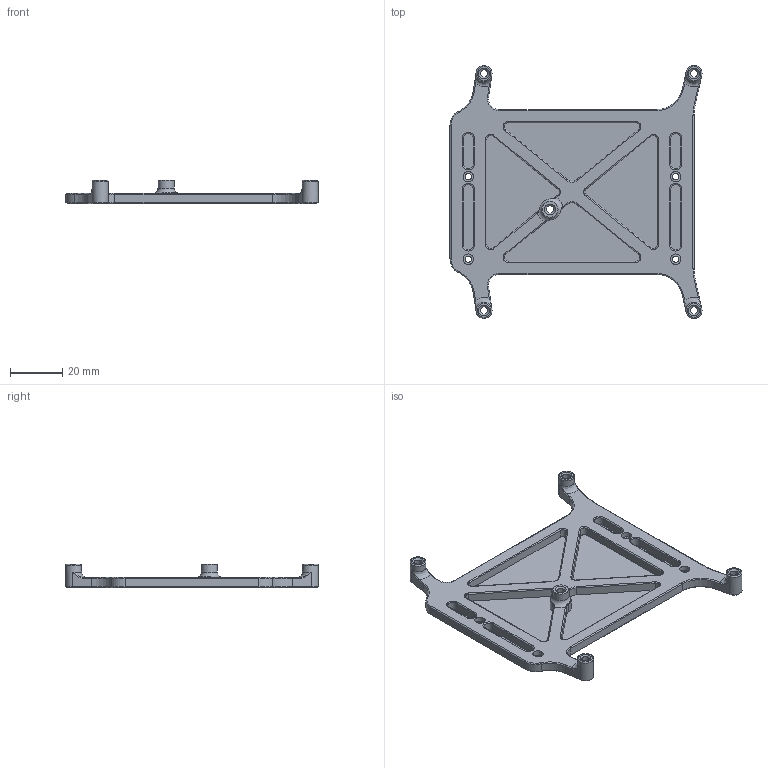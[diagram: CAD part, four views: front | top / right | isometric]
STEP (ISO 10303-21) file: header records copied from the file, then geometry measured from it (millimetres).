
FILE_DESCRIPTION(/* description */ (''),/* implementation_level */ '2;1');
FILE_NAME(/* name */ 'Leviathan Extension Board Bracket v4.step',/* time_stamp */ '2025-05-06T14:31:29+08:00',/* author */ (''),/* organization */ (''),/* preprocessor_version */ 'ST-DEVELOPER v20.1',/* originating_system */ 'Autodesk Translation Framework v14.4.0.0',/* authorisation */ '');
FILE_SCHEMA (('AUTOMOTIVE_DESIGN { 1 0 10303 214 3 1 1 }'));
Length unit declared in the file: millimetre
Products named in the file (1): Leviathan Extension Board Bracket
Bounding box: 96.25 x 96.6 x 9 mm (x, y, z)
Volume: 14963 mm3; surface area: 17209.5 mm2
Topology: 1 solids, 1 shells, 238 faces, 561 edges, 328 vertices
Faces by surface type: cylinder 88, plane 65, torus 41, cone 28, bspline 16
Full cylindrical faces by diameter (mm): 2.4 x4, 2.9 x5, 4 x4, 6.1 x5
Entity records: 7369 total; most frequent: CARTESIAN_POINT 1799, DIRECTION 1240, ORIENTED_EDGE 1106, EDGE_CURVE 553, AXIS2_PLACEMENT_3D 497, VERTEX_POINT 328, CIRCLE 274, EDGE_LOOP 267
